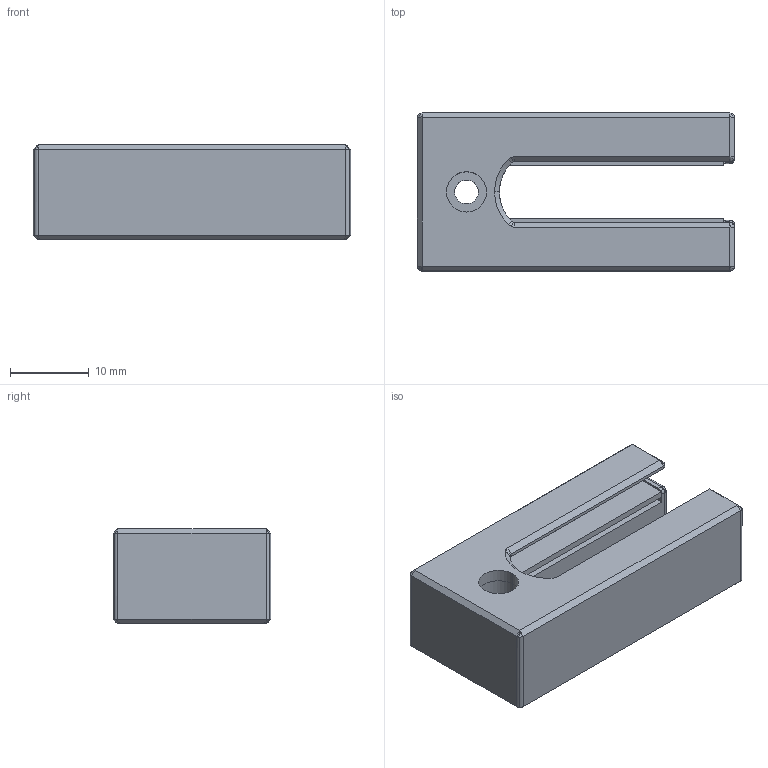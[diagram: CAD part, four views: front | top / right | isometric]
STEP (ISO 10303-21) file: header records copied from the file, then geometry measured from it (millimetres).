
FILE_DESCRIPTION(('STEP AP214'),'1');
FILE_NAME('probe-dock_2bgraftedPIP.stp','2021-07-21T23:24:08',(' '),(' '),'Spatial InterOp 3D',' ',' ');
FILE_SCHEMA(('automotive_design'));
Length unit declared in the file: inch
Products named in the file (3): 1; 2; 3
Bounding box: 40.18 x 20 x 12 mm (x, y, z)
Volume: 6034.6 mm3; surface area: 4336.9 mm2
Topology: 3 solids, 3 shells, 158 faces, 390 edges, 226 vertices
Faces by surface type: cylinder 61, plane 59, cone 34, sphere 4
Entity records: 5878 total; most frequent: CARTESIAN_POINT 843, DIRECTION 823, ORIENTED_EDGE 754, EDGE_CURVE 377, AXIS2_PLACEMENT_3D 306, VERTEX_POINT 226, LINE 211, VECTOR 211
